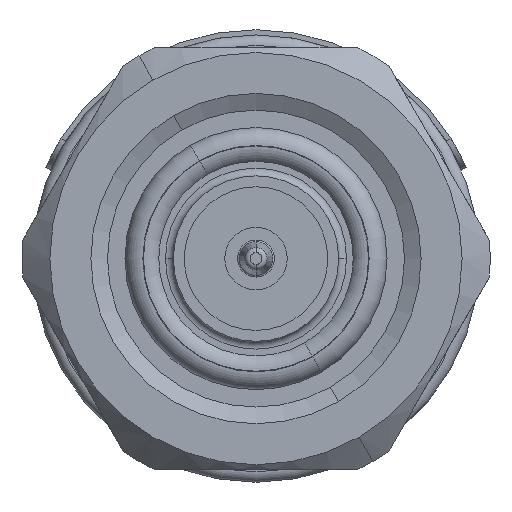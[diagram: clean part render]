
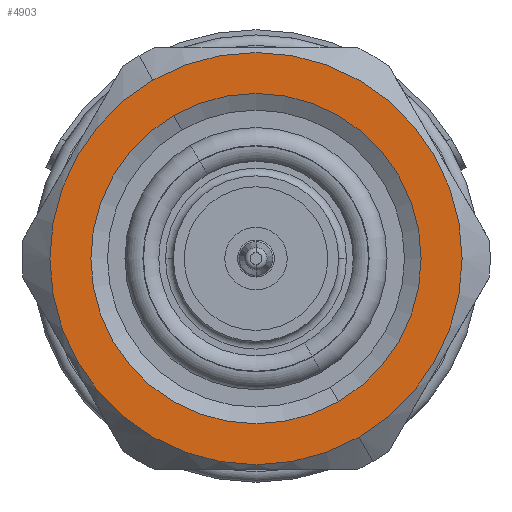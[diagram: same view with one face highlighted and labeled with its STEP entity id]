
A CAD part, left-side view. The second image highlights one B-rep face of the part: STEP entity #4903.
In plain terms, the highlighted planar face has unit normal (-1, 0, 0).
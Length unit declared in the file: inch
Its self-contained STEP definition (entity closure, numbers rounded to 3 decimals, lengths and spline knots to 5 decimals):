
#5 = CIRCLE ( 'NONE', #4198, 0.3175 ) ;
#57 = AXIS2_PLACEMENT_3D ( 'NONE', #17675, #16764, #12708 ) ;
#197 = EDGE_LOOP ( 'NONE', ( #5348, #11319 ) ) ;
#255 = CARTESIAN_POINT ( 'NONE',  ( -0.3185, 0., 0. ) ) ;
#955 = DIRECTION ( 'NONE',  ( 0., 0., 1. ) ) ;
#1184 = CARTESIAN_POINT ( 'NONE',  ( -0.3185, 0.3175, 0. ) ) ;
#2015 = CIRCLE ( 'NONE', #11142, 0.39625 ) ;
#2431 = DIRECTION ( 'NONE',  ( 0., 0., -1. ) ) ;
#2969 = CARTESIAN_POINT ( 'NONE',  ( -0.3185, 0., 0. ) ) ;
#3547 = AXIS2_PLACEMENT_3D ( 'NONE', #4948, #9301, #955 ) ;
#4049 = VERTEX_POINT ( 'NONE', #6087 ) ;
#4198 = AXIS2_PLACEMENT_3D ( 'NONE', #2969, #11253, #8324 ) ;
#4416 = EDGE_LOOP ( 'NONE', ( #10789, #9140 ) ) ;
#4903 = ADVANCED_FACE ( 'NONE', ( #5286, #10937 ), #14868, .F. ) ;
#4948 = CARTESIAN_POINT ( 'NONE',  ( -0.3185, 0., 0. ) ) ;
#5286 = FACE_BOUND ( 'NONE', #4416, .T. ) ;
#5348 = ORIENTED_EDGE ( 'NONE', *, *, #5732, .T. ) ;
#5732 = EDGE_CURVE ( 'NONE', #8263, #15819, #5863, .T. ) ;
#5862 = EDGE_CURVE ( 'NONE', #6992, #4049, #12192, .T. ) ;
#5863 = CIRCLE ( 'NONE', #3547, 0.39625 ) ;
#6087 = CARTESIAN_POINT ( 'NONE',  ( -0.3185, 0., -0.3175 ) ) ;
#6992 = VERTEX_POINT ( 'NONE', #15662 ) ;
#8137 = DIRECTION ( 'NONE',  ( 1., 0., 0. ) ) ;
#8263 = VERTEX_POINT ( 'NONE', #11003 ) ;
#8324 = DIRECTION ( 'NONE',  ( 0., 0., 1. ) ) ;
#9140 = ORIENTED_EDGE ( 'NONE', *, *, #9374, .F. ) ;
#9301 = DIRECTION ( 'NONE',  ( -1., 0., 0. ) ) ;
#9374 = EDGE_CURVE ( 'NONE', #4049, #6992, #5, .T. ) ;
#10789 = ORIENTED_EDGE ( 'NONE', *, *, #5862, .F. ) ;
#10937 = FACE_OUTER_BOUND ( 'NONE', #197, .T. ) ;
#11003 = CARTESIAN_POINT ( 'NONE',  ( -0.3185, 0., -0.39625 ) ) ;
#11142 = AXIS2_PLACEMENT_3D ( 'NONE', #255, #12898, #11400 ) ;
#11253 = DIRECTION ( 'NONE',  ( -1., 0., 0. ) ) ;
#11319 = ORIENTED_EDGE ( 'NONE', *, *, #16138, .T. ) ;
#11400 = DIRECTION ( 'NONE',  ( 0., 0., 1. ) ) ;
#12192 = CIRCLE ( 'NONE', #57, 0.3175 ) ;
#12708 = DIRECTION ( 'NONE',  ( 0., 0., 1. ) ) ;
#12898 = DIRECTION ( 'NONE',  ( -1., 0., 0. ) ) ;
#13412 = CARTESIAN_POINT ( 'NONE',  ( -0.3185, 0., 0.39625 ) ) ;
#13886 = AXIS2_PLACEMENT_3D ( 'NONE', #1184, #8137, #2431 ) ;
#14868 = PLANE ( 'NONE',  #13886 ) ;
#15662 = CARTESIAN_POINT ( 'NONE',  ( -0.3185, 0., 0.3175 ) ) ;
#15819 = VERTEX_POINT ( 'NONE', #13412 ) ;
#16138 = EDGE_CURVE ( 'NONE', #15819, #8263, #2015, .T. ) ;
#16764 = DIRECTION ( 'NONE',  ( -1., 0., 0. ) ) ;
#17675 = CARTESIAN_POINT ( 'NONE',  ( -0.3185, 0., 0. ) ) ;
